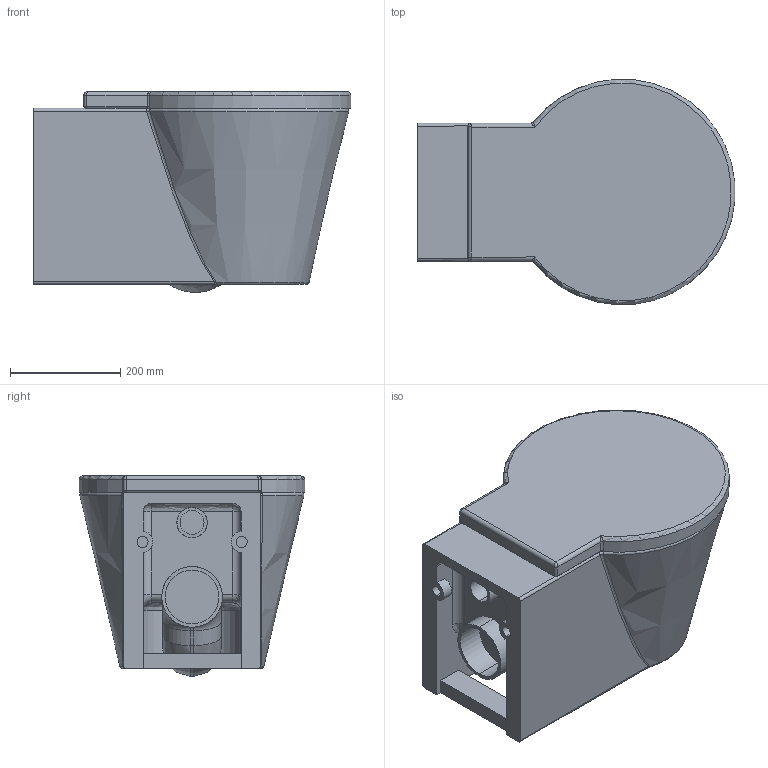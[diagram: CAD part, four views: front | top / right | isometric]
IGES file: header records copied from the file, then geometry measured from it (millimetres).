
Global section: file name: No Iges File Name specified; native system: Autodesk Inventor 2011; preprocessor: AutoDesk Inventor Iges Exporter R2011; author: Administrator; date: 20120920.121942; units: millimetre
Bounding box: 576.78 x 409.48 x 364.68 mm (x, y, z)
Volume: 31216812.1 mm3; surface area: 1494257.5 mm2
Topology: 2 solids, 2 shells, 159 faces, 375 edges, 224 vertices
Faces by surface type: bspline 44, plane 42, revolution 33, cylinder 28, torus 11, cone 1
